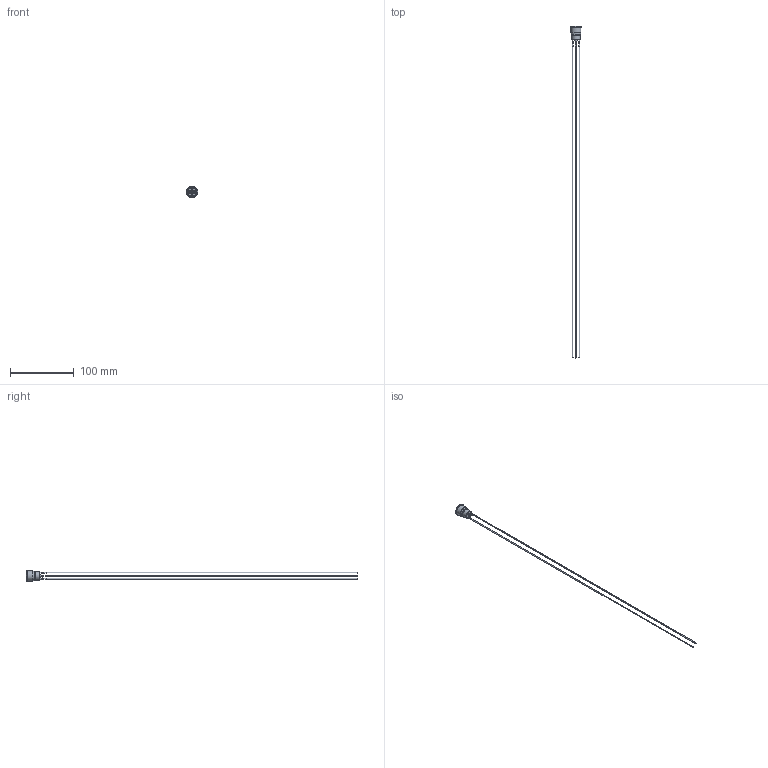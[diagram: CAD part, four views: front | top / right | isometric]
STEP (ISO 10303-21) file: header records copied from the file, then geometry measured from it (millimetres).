
FILE_DESCRIPTION(/* description */ ('','CAx-IF Rec.Pracs.---Representation and Presentation of Product Manufacturing Information (PMI)---4.0---2014-10-13'),/* implementation_level */ '2;1');
FILE_NAME(/* name */ 'PVA6LREW1xx1.stp',/* time_stamp */ '2018-11-12T11:12:40-06:00',/* author */ ('mroman'),/* organization */ (''),/* preprocessor_version */ 'ST-DEVELOPER v17',/* originating_system */ 'Autodesk Inventor 2018',/* authorisation */ '');
FILE_SCHEMA (('AP242_MANAGED_MODEL_BASED_3D_ENGINEERING_MIM_LF { 1 0 10303 442 1 1 4 }'));
Length unit declared in the file: millimetre
Products named in the file (1): PVA6LREW1xx1
Bounding box: 18.5 x 521.69 x 18.5 mm (x, y, z)
Volume: 6807.8 mm3; surface area: 10500.4 mm2
Topology: 1 solids, 1 shells, 214 faces, 559 edges, 359 vertices
Faces by surface type: plane 93, cylinder 72, bspline 24, torus 22, sphere 3
Full cylindrical faces by diameter (mm): 1.4 x4, 1.56 x4, 13 x1, 14.511 x2, 18.5 x1
Entity records: 7163 total; most frequent: CARTESIAN_POINT 1619, DIRECTION 1195, ORIENTED_EDGE 1118, EDGE_CURVE 559, AXIS2_PLACEMENT_3D 441, VERTEX_POINT 359, LINE 321, VECTOR 321
